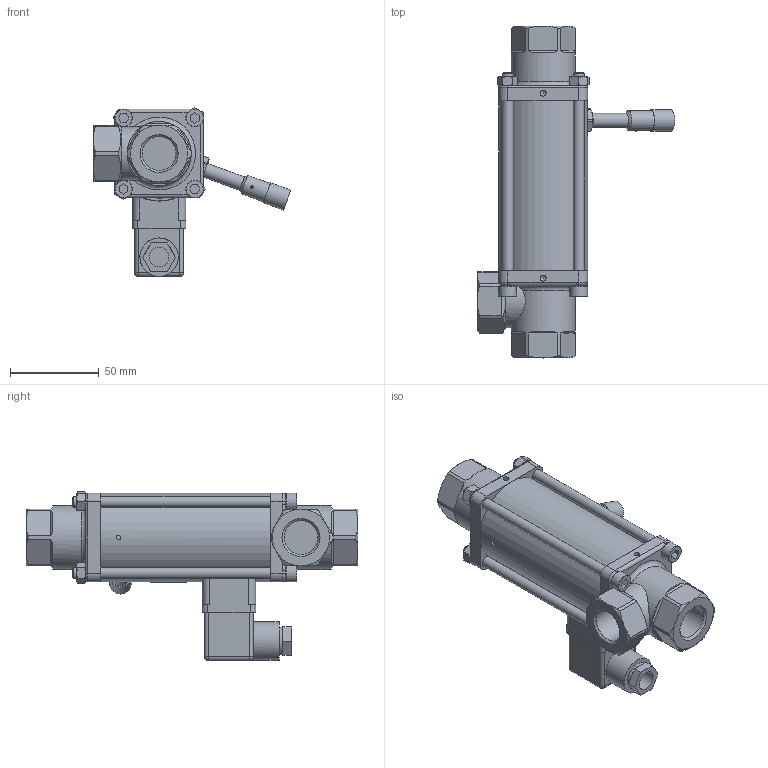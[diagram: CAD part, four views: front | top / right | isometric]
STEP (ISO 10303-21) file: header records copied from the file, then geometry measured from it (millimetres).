
FILE_DESCRIPTION(/* description */ (''),/* implementation_level */ '2;1');
FILE_NAME(/* name */ 'Typ 370 DN10 G12 + Stellungsanzeige AUF.stp',/* time_stamp */ '2016-12-12T15:38:33+01:00',/* author */ ('keikmeier'),/* organization */ (''),/* preprocessor_version */ 'ST-DEVELOPER v15.2',/* originating_system */ 'Autodesk Inventor 2014',/* authorisation */ '');
FILE_SCHEMA (('AUTOMOTIVE_DESIGN { 1 0 10303 214 3 1 1 }'));
Length unit declared in the file: centimetre
Products named in the file (1): Coax_DN10_direkt_HH
Bounding box: 110.93 x 186.5 x 94.81 mm (x, y, z)
Volume: 359417.3 mm3; surface area: 62155.1 mm2
Topology: 2 solids, 2 shells, 454 faces, 1128 edges, 704 vertices
Faces by surface type: plane 245, cylinder 107, cone 64, bspline 17, torus 17, sphere 4
Full cylindrical faces by diameter (mm): 1 x4, 2.5 x3, 3.3 x2, 4 x1, 5.5 x1, 6 x8, 6.5 x8, 7.1 x1, 8 x1, 10 x4, 11 x2, 12 x1, 16 x1, 18.63 x1, 19 x2, 21.6 x1, 36 x2, 50 x1
Entity records: 14837 total; most frequent: CARTESIAN_POINT 4273, ORIENTED_EDGE 2050, DIRECTION 2032, EDGE_CURVE 1009, AXIS2_PLACEMENT_3D 786, VERTEX_POINT 676, EDGE_LOOP 597, LINE 460
